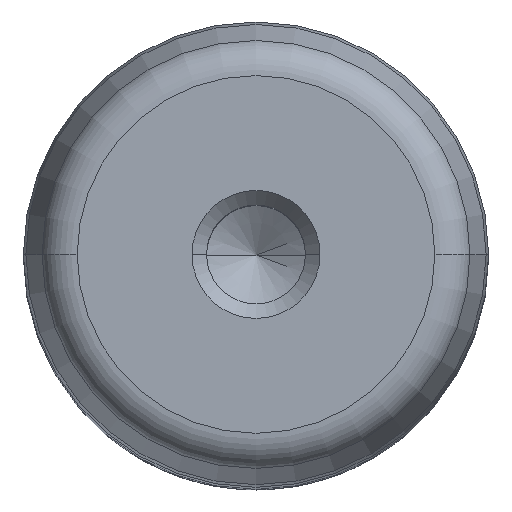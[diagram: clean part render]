
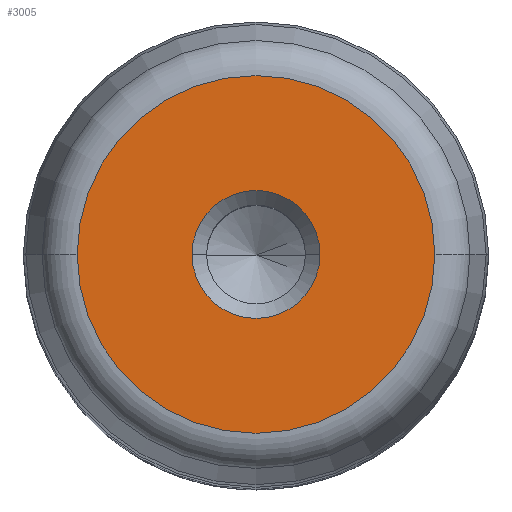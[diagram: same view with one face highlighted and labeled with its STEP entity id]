
A CAD part, top view. The second image highlights one B-rep face of the part: STEP entity #3005.
In plain terms, the highlighted planar face has unit normal (0, 0, 1).
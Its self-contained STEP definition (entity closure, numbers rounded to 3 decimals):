
#11 = FACE_OUTER_BOUND ( 'NONE', #1082, .T. ) ;
#201 = CIRCLE ( 'NONE', #994, 12.299 ) ;
#241 = EDGE_LOOP ( 'NONE', ( #1179, #2616 ) ) ;
#462 = EDGE_CURVE ( 'NONE', #561, #2957, #1773, .T. ) ;
#473 = CIRCLE ( 'NONE', #1000, 4.4 ) ;
#481 = EDGE_CURVE ( 'NONE', #723, #1187, #2276, .T. ) ;
#561 = VERTEX_POINT ( 'NONE', #2057 ) ;
#611 = PLANE ( 'NONE',  #1950 ) ;
#723 = VERTEX_POINT ( 'NONE', #1752 ) ;
#814 = ORIENTED_EDGE ( 'NONE', *, *, #2435, .F. ) ;
#898 = DIRECTION ( 'NONE',  ( 1., 0., 0. ) ) ;
#929 = DIRECTION ( 'NONE',  ( 0., 0., -1. ) ) ;
#994 = AXIS2_PLACEMENT_3D ( 'NONE', #1197, #929, #3139 ) ;
#1000 = AXIS2_PLACEMENT_3D ( 'NONE', #1618, #2354, #898 ) ;
#1073 = CARTESIAN_POINT ( 'NONE',  ( 0., 0., 125. ) ) ;
#1082 = EDGE_LOOP ( 'NONE', ( #814, #2089 ) ) ;
#1084 = DIRECTION ( 'NONE',  ( 0., 0., -1. ) ) ;
#1117 = CARTESIAN_POINT ( 'NONE',  ( 0., 0., 125. ) ) ;
#1179 = ORIENTED_EDGE ( 'NONE', *, *, #481, .T. ) ;
#1187 = VERTEX_POINT ( 'NONE', #3186 ) ;
#1197 = CARTESIAN_POINT ( 'NONE',  ( 0., 0., 125. ) ) ;
#1340 = FACE_BOUND ( 'NONE', #241, .T. ) ;
#1461 = EDGE_CURVE ( 'NONE', #1187, #723, #473, .T. ) ;
#1618 = CARTESIAN_POINT ( 'NONE',  ( 0., 0., 125. ) ) ;
#1752 = CARTESIAN_POINT ( 'NONE',  ( 4.4, 0., 125. ) ) ;
#1773 = CIRCLE ( 'NONE', #3168, 12.299 ) ;
#1804 = DIRECTION ( 'NONE',  ( 0., 0., 1. ) ) ;
#1950 = AXIS2_PLACEMENT_3D ( 'NONE', #1117, #1804, #2542 ) ;
#2021 = CARTESIAN_POINT ( 'NONE',  ( 0., 0., 125. ) ) ;
#2057 = CARTESIAN_POINT ( 'NONE',  ( 12.299, 0., 125. ) ) ;
#2089 = ORIENTED_EDGE ( 'NONE', *, *, #462, .F. ) ;
#2276 = CIRCLE ( 'NONE', #2851, 4.4 ) ;
#2354 = DIRECTION ( 'NONE',  ( 0., 0., -1. ) ) ;
#2435 = EDGE_CURVE ( 'NONE', #2957, #561, #201, .T. ) ;
#2516 = DIRECTION ( 'NONE',  ( 1., 0., 0. ) ) ;
#2542 = DIRECTION ( 'NONE',  ( 1., 0., 0. ) ) ;
#2554 = CARTESIAN_POINT ( 'NONE',  ( -12.299, 0., 125. ) ) ;
#2616 = ORIENTED_EDGE ( 'NONE', *, *, #1461, .T. ) ;
#2796 = DIRECTION ( 'NONE',  ( -1., 0., 0. ) ) ;
#2851 = AXIS2_PLACEMENT_3D ( 'NONE', #2021, #1084, #2516 ) ;
#2957 = VERTEX_POINT ( 'NONE', #2554 ) ;
#3005 = ADVANCED_FACE ( 'NONE', ( #1340, #11 ), #611, .T. ) ;
#3031 = DIRECTION ( 'NONE',  ( 0., 0., -1. ) ) ;
#3139 = DIRECTION ( 'NONE',  ( -1., 0., 0. ) ) ;
#3168 = AXIS2_PLACEMENT_3D ( 'NONE', #1073, #3031, #2796 ) ;
#3186 = CARTESIAN_POINT ( 'NONE',  ( -4.4, 0., 125. ) ) ;
